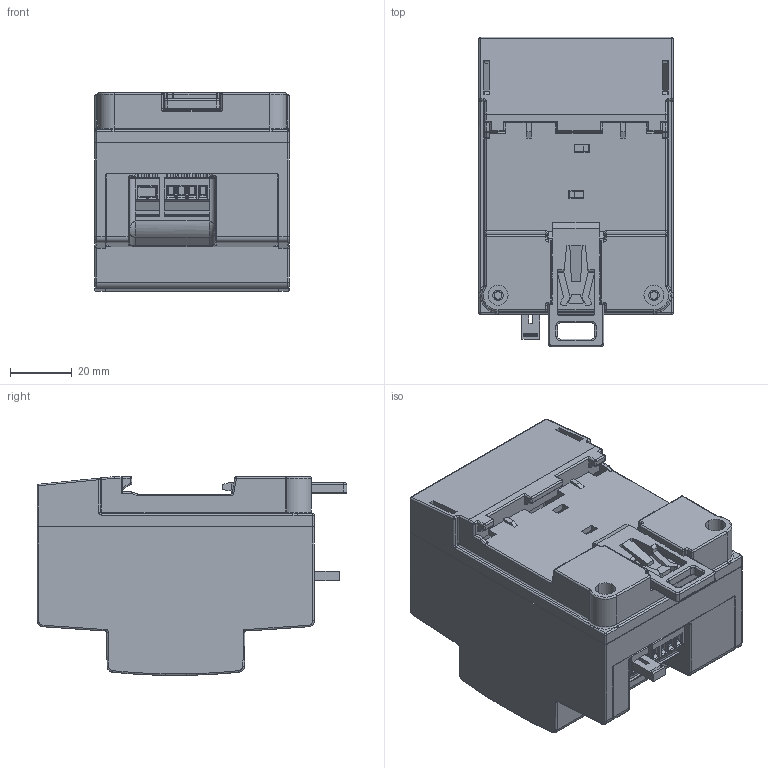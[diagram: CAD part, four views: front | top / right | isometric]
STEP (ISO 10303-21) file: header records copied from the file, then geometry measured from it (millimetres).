
FILE_DESCRIPTION(('CATIA V5 STEP Exchange'),'2;1');
FILE_NAME('RE4973801_DIN RAIL CARTRIDGE GROUP - ONE MODULE.stp','2019-10-03T13:06:23+00:00',('none'),('none'),'CATIA Version 5 Release 20 SP 6 (IN-10)','CATIA V5 STEP AP214','none');
FILE_SCHEMA(('AUTOMOTIVE_DESIGN { 1 0 10303 214 1 1 1 1 }'));
Products named in the file (1): RE4973801_DIN RAIL CARTRIDGE GROUP - ONE MODULE.CATProduct_AllCATPart
Bounding box: 63 x 100.56 x 64.5 mm (x, y, z)
Volume: 84004.3 mm3; surface area: 90424.1 mm2
Topology: 11 solids, 11 shells, 3197 faces, 8154 edges, 4741 vertices
Faces by surface type: cylinder 1269, plane 1177, sphere 288, bspline 279, torus 146, extrusion 34, cone 4
Entity records: 127517 total; most frequent: CARTESIAN_POINT 42184, ORIENTED_EDGE 15722, DIRECTION 11489, EDGE_CURVE 7861, VERTEX_POINT 4741, AXIS2_PLACEMENT_3D 4592, VECTOR 4349, LINE 4315
